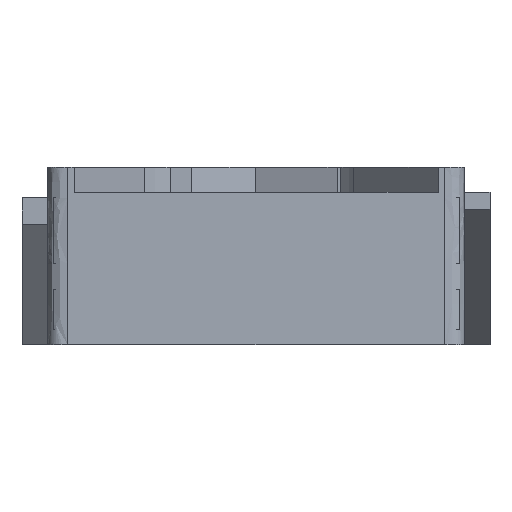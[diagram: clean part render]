
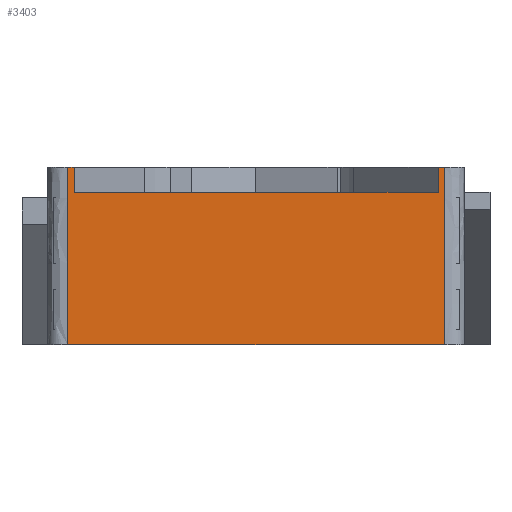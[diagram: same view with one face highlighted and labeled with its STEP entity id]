
A CAD part, front view. The second image highlights one B-rep face of the part: STEP entity #3403.
In plain terms, the highlighted planar face has unit normal (0, -1, 0).
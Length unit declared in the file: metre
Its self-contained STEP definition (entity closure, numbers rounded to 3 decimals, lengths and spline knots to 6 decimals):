
#42=B_SPLINE_CURVE_WITH_KNOTS('',3,(#8465,#8466,#8467,#8468),
 .UNSPECIFIED.,.F.,.F.,(4,4),(0.,1.),.UNSPECIFIED.);
#43=B_SPLINE_CURVE_WITH_KNOTS('',3,(#8471,#8472,#8473,#8474),
 .UNSPECIFIED.,.F.,.F.,(4,4),(0.,0.171429),.UNSPECIFIED.);
#47=B_SPLINE_CURVE_WITH_KNOTS('',3,(#8488,#8489,#8490,#8491),
 .UNSPECIFIED.,.F.,.F.,(4,4),(0.542857,1.),.UNSPECIFIED.);
#48=B_SPLINE_CURVE_WITH_KNOTS('',3,(#8508,#8509,#8510,#8511),
 .UNSPECIFIED.,.F.,.F.,(4,4),(0.828571,1.),.UNSPECIFIED.);
#49=B_SPLINE_CURVE_WITH_KNOTS('',3,(#8513,#8514,#8515,#8516),
 .UNSPECIFIED.,.F.,.F.,(4,4),(0.,1.),.UNSPECIFIED.);
#50=B_SPLINE_CURVE_WITH_KNOTS('',3,(#8518,#8519,#8520,#8521),
 .UNSPECIFIED.,.F.,.F.,(4,4),(0.,0.457143),.UNSPECIFIED.);
#1360=ORIENTED_EDGE('',*,*,#2064,.T.);
#1361=ORIENTED_EDGE('',*,*,#2069,.T.);
#1362=ORIENTED_EDGE('',*,*,#1584,.T.);
#1363=ORIENTED_EDGE('',*,*,#2072,.T.);
#1364=ORIENTED_EDGE('',*,*,#2071,.T.);
#1365=ORIENTED_EDGE('',*,*,#2070,.T.);
#1366=ORIENTED_EDGE('',*,*,#1762,.F.);
#1367=ORIENTED_EDGE('',*,*,#1756,.T.);
#1368=ORIENTED_EDGE('',*,*,#1734,.F.);
#1369=ORIENTED_EDGE('',*,*,#1769,.F.);
#1370=ORIENTED_EDGE('',*,*,#1773,.F.);
#1371=ORIENTED_EDGE('',*,*,#2065,.T.);
#1584=EDGE_CURVE('',#2164,#2163,#4807,.T.);
#1734=EDGE_CURVE('',#2291,#2292,#4945,.T.);
#1756=EDGE_CURVE('',#2307,#2292,#4966,.T.);
#1762=EDGE_CURVE('',#2307,#2310,#4971,.T.);
#1769=EDGE_CURVE('',#2314,#2291,#4977,.T.);
#1773=EDGE_CURVE('',#2316,#2314,#4979,.T.);
#2064=EDGE_CURVE('',#2476,#2477,#42,.T.);
#2065=EDGE_CURVE('',#2316,#2476,#43,.T.);
#2069=EDGE_CURVE('',#2477,#2164,#47,.T.);
#2070=EDGE_CURVE('',#2479,#2310,#48,.T.);
#2071=EDGE_CURVE('',#2480,#2479,#49,.T.);
#2072=EDGE_CURVE('',#2163,#2480,#50,.T.);
#2163=VERTEX_POINT('',#7340);
#2164=VERTEX_POINT('',#7342);
#2291=VERTEX_POINT('',#7699);
#2292=VERTEX_POINT('',#7701);
#2307=VERTEX_POINT('',#7746);
#2310=VERTEX_POINT('',#7758);
#2314=VERTEX_POINT('',#7786);
#2316=VERTEX_POINT('',#7810);
#2476=VERTEX_POINT('',#8469);
#2477=VERTEX_POINT('',#8470);
#2479=VERTEX_POINT('',#8512);
#2480=VERTEX_POINT('',#8517);
#2718=EDGE_LOOP('',(#1360,#1361,#1362,#1363,#1364,#1365,#1366,#1367,#1368,
#1369,#1370,#1371));
#2967=FACE_BOUND('',#2718,.T.);
#3183=PLANE('',#6059);
#3403=ADVANCED_FACE('',(#2967),#3183,.F.);
#4807=LINE('',#7341,#5360);
#4945=LINE('',#7700,#5498);
#4966=LINE('',#7745,#5519);
#4971=LINE('',#7757,#5524);
#4977=LINE('',#7787,#5530);
#4979=LINE('',#7811,#5532);
#5360=VECTOR('',#6246,1.);
#5498=VECTOR('',#6428,1.);
#5519=VECTOR('',#6467,1.);
#5524=VECTOR('',#6480,1.);
#5530=VECTOR('',#6490,1.);
#5532=VECTOR('',#6498,1.);
#6059=AXIS2_PLACEMENT_3D('',#8531,#7072,#7073);
#6246=DIRECTION('',(1.,0.,0.));
#6428=DIRECTION('',(1.,0.,0.));
#6467=DIRECTION('',(0.,0.,-1.));
#6480=DIRECTION('',(1.,0.,0.));
#6490=DIRECTION('',(0.,0.,-1.));
#6498=DIRECTION('',(1.,0.,0.));
#7072=DIRECTION('',(0.,1.,0.));
#7073=DIRECTION('',(0.,0.,1.));
#7340=CARTESIAN_POINT('',(0.082041,-0.078021,-0.016));
#7341=CARTESIAN_POINT('',(0.056025,-0.078021,-0.016));
#7342=CARTESIAN_POINT('',(0.007928,-0.078021,-0.016));
#7699=CARTESIAN_POINT('',(0.009208,-0.078021,0.014));
#7700=CARTESIAN_POINT('',(0.056025,-0.078021,0.014));
#7701=CARTESIAN_POINT('',(0.080831,-0.078021,0.014));
#7745=CARTESIAN_POINT('',(0.080831,-0.078021,0.019));
#7746=CARTESIAN_POINT('',(0.080831,-0.078021,0.019));
#7757=CARTESIAN_POINT('',(0.056025,-0.078021,0.019));
#7758=CARTESIAN_POINT('',(0.082041,-0.078021,0.019));
#7786=CARTESIAN_POINT('',(0.009208,-0.078021,0.019));
#7787=CARTESIAN_POINT('',(0.009208,-0.078021,0.019));
#7810=CARTESIAN_POINT('',(0.007928,-0.078021,0.019));
#7811=CARTESIAN_POINT('',(0.056025,-0.078021,0.019));
#8465=CARTESIAN_POINT('',(0.007928,-0.078021,0.013));
#8466=CARTESIAN_POINT('',(0.007928,-0.078021,0.008667));
#8467=CARTESIAN_POINT('',(0.007928,-0.078021,0.004333));
#8468=CARTESIAN_POINT('',(0.007928,-0.078021,0.));
#8469=CARTESIAN_POINT('',(0.007928,-0.078021,0.013));
#8470=CARTESIAN_POINT('',(0.007928,-0.078021,0.));
#8471=CARTESIAN_POINT('',(0.007928,-0.078021,0.019));
#8472=CARTESIAN_POINT('',(0.007928,-0.078021,0.017));
#8473=CARTESIAN_POINT('',(0.007928,-0.078021,0.015));
#8474=CARTESIAN_POINT('',(0.007928,-0.078021,0.013));
#8488=CARTESIAN_POINT('',(0.007928,-0.078021,0.));
#8489=CARTESIAN_POINT('',(0.007928,-0.078021,-0.005333));
#8490=CARTESIAN_POINT('',(0.007928,-0.078021,-0.010667));
#8491=CARTESIAN_POINT('',(0.007928,-0.078021,-0.016));
#8508=CARTESIAN_POINT('',(0.082041,-0.078021,0.013));
#8509=CARTESIAN_POINT('',(0.082041,-0.078021,0.015));
#8510=CARTESIAN_POINT('',(0.082041,-0.078021,0.017));
#8511=CARTESIAN_POINT('',(0.082041,-0.078021,0.019));
#8512=CARTESIAN_POINT('',(0.082041,-0.078021,0.013));
#8513=CARTESIAN_POINT('',(0.082041,-0.078021,0.));
#8514=CARTESIAN_POINT('',(0.082041,-0.078021,0.004333));
#8515=CARTESIAN_POINT('',(0.082041,-0.078021,0.008667));
#8516=CARTESIAN_POINT('',(0.082041,-0.078021,0.013));
#8517=CARTESIAN_POINT('',(0.082041,-0.078021,0.));
#8518=CARTESIAN_POINT('',(0.082041,-0.078021,-0.016));
#8519=CARTESIAN_POINT('',(0.082041,-0.078021,-0.010667));
#8520=CARTESIAN_POINT('',(0.082041,-0.078021,-0.005333));
#8521=CARTESIAN_POINT('',(0.082041,-0.078021,0.));
#8531=CARTESIAN_POINT('',(0.056025,-0.078021,0.013));
